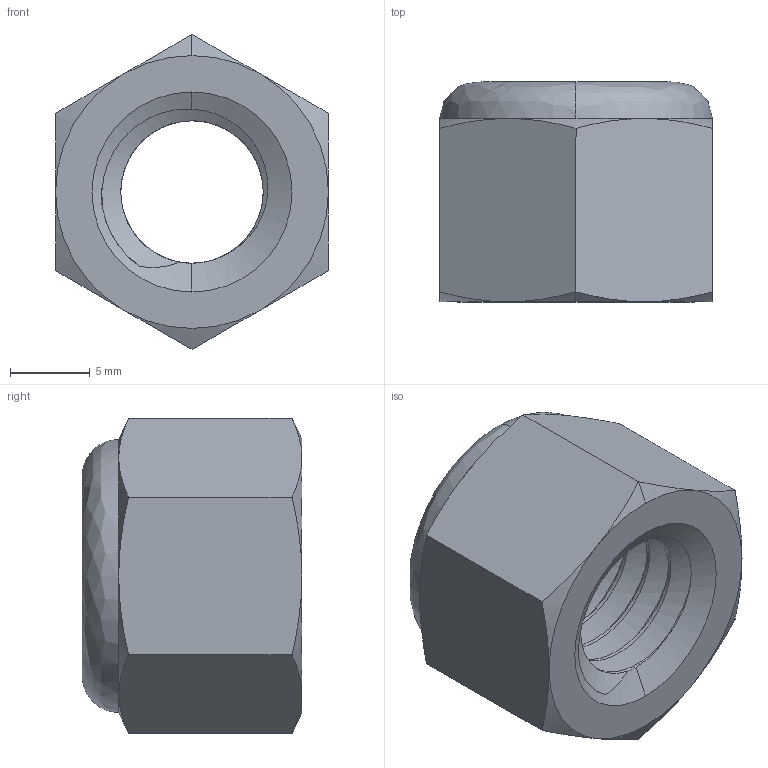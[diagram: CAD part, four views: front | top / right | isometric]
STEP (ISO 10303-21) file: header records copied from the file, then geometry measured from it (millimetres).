
FILE_DESCRIPTION (( 'STEP AP203' ), '1' );
FILE_NAME ('COPY OF NUT HEX 3_8-16 LOCKNUT_1^EYE TO EYE 5 LEAF 60MM SUSPENSION_REV_.step', '2025-08-17T04:51:21', ( '' ), ( '' ), 'SwSTEP 2.0', 'SolidWorks 2024', '' );
FILE_SCHEMA (( 'CONFIG_CONTROL_DESIGN' ));
Length unit declared in the file: inch
Products named in the file (1): COPY OF NUT HEX 3_8-16 LOCKNUT_1^EYE TO EYE 5 LEAF 60MM SUSPENSION_REV_
Bounding box: 17.14 x 13.81 x 19.8 mm (x, y, z)
Volume: 2229 mm3; surface area: 2399.2 mm2
Topology: 2 solids, 2 shells, 54 faces, 128 edges, 80 vertices
Faces by surface type: cylinder 17, cone 16, plane 12, bspline 9
Entity records: 4061 total; most frequent: CARTESIAN_POINT 2904, ORIENTED_EDGE 256, DIRECTION 176, EDGE_CURVE 128, VERTEX_POINT 80, AXIS2_PLACEMENT_3D 75, EDGE_LOOP 60, B_SPLINE_CURVE_WITH_KNOTS 57
